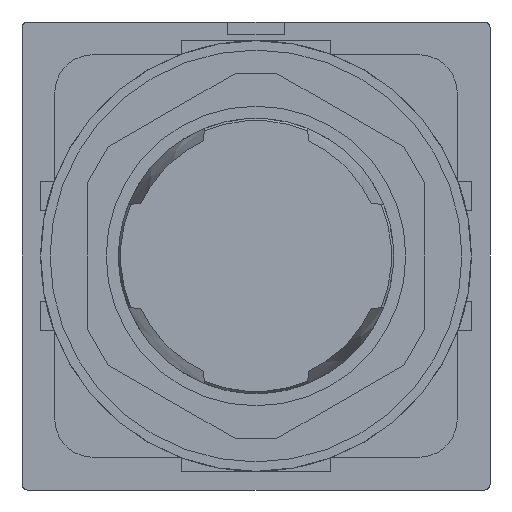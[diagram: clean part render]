
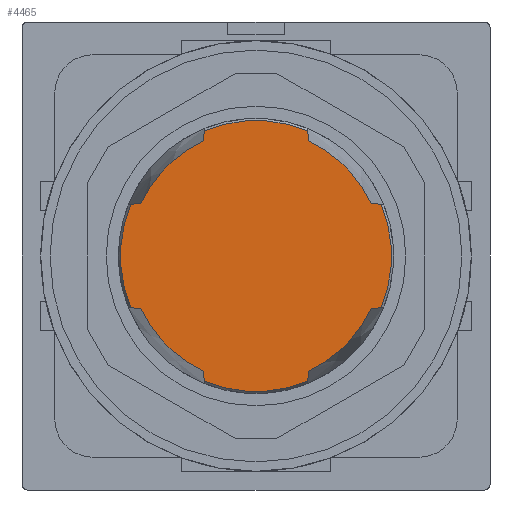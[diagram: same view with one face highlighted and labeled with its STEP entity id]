
A CAD part, front view. The second image highlights one B-rep face of the part: STEP entity #4465.
In plain terms, the highlighted planar face has unit normal (0, -1, 0).
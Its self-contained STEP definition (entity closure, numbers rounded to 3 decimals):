
#249=CIRCLE('',#4849,7.235);
#250=CIRCLE('',#4850,6.75);
#251=CIRCLE('',#4851,7.235);
#252=CIRCLE('',#4852,6.75);
#253=CIRCLE('',#4853,7.235);
#254=CIRCLE('',#4854,6.75);
#255=CIRCLE('',#4855,7.235);
#256=CIRCLE('',#4856,6.75);
#530=FACE_OUTER_BOUND('',#800,.T.);
#800=EDGE_LOOP('',(#3429,#3430,#3431,#3432,#3433,#3434,#3435,#3436,#3437,
#3438,#3439,#3440,#3441,#3442,#3443,#3444));
#1178=LINE('',#7303,#1562);
#1179=LINE('',#7307,#1563);
#1180=LINE('',#7311,#1564);
#1181=LINE('',#7315,#1565);
#1182=LINE('',#7319,#1566);
#1183=LINE('',#7323,#1567);
#1184=LINE('',#7327,#1568);
#1185=LINE('',#7331,#1569);
#1562=VECTOR('',#5759,10.);
#1563=VECTOR('',#5762,10.);
#1564=VECTOR('',#5765,10.);
#1565=VECTOR('',#5768,10.);
#1566=VECTOR('',#5771,10.);
#1567=VECTOR('',#5774,10.);
#1568=VECTOR('',#5777,10.);
#1569=VECTOR('',#5780,10.);
#1957=VERTEX_POINT('',#7301);
#1958=VERTEX_POINT('',#7302);
#1959=VERTEX_POINT('',#7304);
#1960=VERTEX_POINT('',#7306);
#1961=VERTEX_POINT('',#7308);
#1962=VERTEX_POINT('',#7310);
#1963=VERTEX_POINT('',#7312);
#1964=VERTEX_POINT('',#7314);
#1965=VERTEX_POINT('',#7316);
#1966=VERTEX_POINT('',#7318);
#1967=VERTEX_POINT('',#7320);
#1968=VERTEX_POINT('',#7322);
#1969=VERTEX_POINT('',#7324);
#1970=VERTEX_POINT('',#7326);
#1971=VERTEX_POINT('',#7328);
#1972=VERTEX_POINT('',#7330);
#2491=EDGE_CURVE('',#1957,#1958,#1178,.T.);
#2492=EDGE_CURVE('',#1958,#1959,#249,.T.);
#2493=EDGE_CURVE('',#1959,#1960,#1179,.T.);
#2494=EDGE_CURVE('',#1960,#1961,#250,.T.);
#2495=EDGE_CURVE('',#1961,#1962,#1180,.T.);
#2496=EDGE_CURVE('',#1962,#1963,#251,.T.);
#2497=EDGE_CURVE('',#1963,#1964,#1181,.T.);
#2498=EDGE_CURVE('',#1964,#1965,#252,.T.);
#2499=EDGE_CURVE('',#1965,#1966,#1182,.T.);
#2500=EDGE_CURVE('',#1966,#1967,#253,.T.);
#2501=EDGE_CURVE('',#1967,#1968,#1183,.T.);
#2502=EDGE_CURVE('',#1968,#1969,#254,.T.);
#2503=EDGE_CURVE('',#1969,#1970,#1184,.T.);
#2504=EDGE_CURVE('',#1970,#1971,#255,.T.);
#2505=EDGE_CURVE('',#1971,#1972,#1185,.T.);
#2506=EDGE_CURVE('',#1972,#1957,#256,.T.);
#3429=ORIENTED_EDGE('',*,*,#2491,.T.);
#3430=ORIENTED_EDGE('',*,*,#2492,.T.);
#3431=ORIENTED_EDGE('',*,*,#2493,.T.);
#3432=ORIENTED_EDGE('',*,*,#2494,.T.);
#3433=ORIENTED_EDGE('',*,*,#2495,.T.);
#3434=ORIENTED_EDGE('',*,*,#2496,.T.);
#3435=ORIENTED_EDGE('',*,*,#2497,.T.);
#3436=ORIENTED_EDGE('',*,*,#2498,.T.);
#3437=ORIENTED_EDGE('',*,*,#2499,.T.);
#3438=ORIENTED_EDGE('',*,*,#2500,.T.);
#3439=ORIENTED_EDGE('',*,*,#2501,.T.);
#3440=ORIENTED_EDGE('',*,*,#2502,.T.);
#3441=ORIENTED_EDGE('',*,*,#2503,.T.);
#3442=ORIENTED_EDGE('',*,*,#2504,.T.);
#3443=ORIENTED_EDGE('',*,*,#2505,.T.);
#3444=ORIENTED_EDGE('',*,*,#2506,.T.);
#4250=PLANE('',#4848);
#4465=ADVANCED_FACE('',(#530),#4250,.T.);
#4848=AXIS2_PLACEMENT_3D('',#7300,#5757,#5758);
#4849=AXIS2_PLACEMENT_3D('',#7305,#5760,#5761);
#4850=AXIS2_PLACEMENT_3D('',#7309,#5763,#5764);
#4851=AXIS2_PLACEMENT_3D('',#7313,#5766,#5767);
#4852=AXIS2_PLACEMENT_3D('',#7317,#5769,#5770);
#4853=AXIS2_PLACEMENT_3D('',#7321,#5772,#5773);
#4854=AXIS2_PLACEMENT_3D('',#7325,#5775,#5776);
#4855=AXIS2_PLACEMENT_3D('',#7329,#5778,#5779);
#4856=AXIS2_PLACEMENT_3D('',#7332,#5781,#5782);
#5757=DIRECTION('center_axis',(0.,-1.,0.));
#5758=DIRECTION('ref_axis',(0.,0.,
-1.));
#5759=DIRECTION('',(0.987,0.,0.158));
#5760=DIRECTION('center_axis',(0.,-1.,0.));
#5761=DIRECTION('ref_axis',(1.,0.,0.));
#5762=DIRECTION('',(-0.987,0.,0.158));
#5763=DIRECTION('center_axis',(0.,-1.,0.));
#5764=DIRECTION('ref_axis',(-0.907,0.,-0.42));
#5765=DIRECTION('',(-0.158,0.,0.987));
#5766=DIRECTION('center_axis',(0.,-1.,0.));
#5767=DIRECTION('ref_axis',(1.,0.,0.));
#5768=DIRECTION('',(-0.158,0.,-0.987));
#5769=DIRECTION('center_axis',(0.,-1.,0.));
#5770=DIRECTION('ref_axis',(0.42,0.,-0.907));
#5771=DIRECTION('',(-0.987,0.,-0.158));
#5772=DIRECTION('center_axis',(0.,-1.,0.));
#5773=DIRECTION('ref_axis',(1.,0.,0.));
#5774=DIRECTION('',(0.987,0.,-0.158));
#5775=DIRECTION('center_axis',(0.,-1.,0.));
#5776=DIRECTION('ref_axis',(0.907,0.,0.42));
#5777=DIRECTION('',(0.158,0.,-0.987));
#5778=DIRECTION('center_axis',(0.,-1.,0.));
#5779=DIRECTION('ref_axis',(1.,0.,0.));
#5780=DIRECTION('',(0.158,0.,0.987));
#5781=DIRECTION('center_axis',(0.,-1.,0.));
#5782=DIRECTION('ref_axis',(-0.42,0.,0.907));
#7300=CARTESIAN_POINT('Origin',(6.892,0.,0.));
#7301=CARTESIAN_POINT('',(6.125,0.,-2.837));
#7302=CARTESIAN_POINT('',(6.693,0.,-2.746));
#7303=CARTESIAN_POINT('',(7.071,0.,-2.686));
#7304=CARTESIAN_POINT('',(6.693,0.,2.746));
#7305=CARTESIAN_POINT('Origin',(0.,0.,0.));
#7306=CARTESIAN_POINT('',(6.125,0.,2.837));
#7307=CARTESIAN_POINT('',(6.72,0.,2.742));
#7308=CARTESIAN_POINT('',(2.837,0.,6.125));
#7309=CARTESIAN_POINT('Origin',(0.,0.,0.));
#7310=CARTESIAN_POINT('',(2.746,0.,6.693));
#7311=CARTESIAN_POINT('',(3.308,0.,3.173));
#7312=CARTESIAN_POINT('',(-2.746,0.,6.693));
#7313=CARTESIAN_POINT('Origin',(0.,0.,0.));
#7314=CARTESIAN_POINT('',(-2.837,0.,6.125));
#7315=CARTESIAN_POINT('',(-3.193,0.,3.896));
#7316=CARTESIAN_POINT('',(-6.125,0.,2.837));
#7317=CARTESIAN_POINT('Origin',(0.,0.,0.));
#7318=CARTESIAN_POINT('',(-6.693,0.,2.746));
#7319=CARTESIAN_POINT('',(-0.35,0.,3.759));
#7320=CARTESIAN_POINT('',(-6.693,0.,-2.746));
#7321=CARTESIAN_POINT('Origin',(0.,0.,0.));
#7322=CARTESIAN_POINT('',(-6.125,0.,-2.837));
#7323=CARTESIAN_POINT('',(0.001,0.,-3.815));
#7324=CARTESIAN_POINT('',(-2.837,0.,-6.125));
#7325=CARTESIAN_POINT('Origin',(0.,0.,0.));
#7326=CARTESIAN_POINT('',(-2.746,0.,-6.693));
#7327=CARTESIAN_POINT('',(-3.137,0.,-4.247));
#7328=CARTESIAN_POINT('',(2.746,0.,-6.693));
#7329=CARTESIAN_POINT('Origin',(0.,0.,0.));
#7330=CARTESIAN_POINT('',(2.837,0.,-6.125));
#7331=CARTESIAN_POINT('',(3.364,0.,-2.823));
#7332=CARTESIAN_POINT('Origin',(0.,0.,0.));
